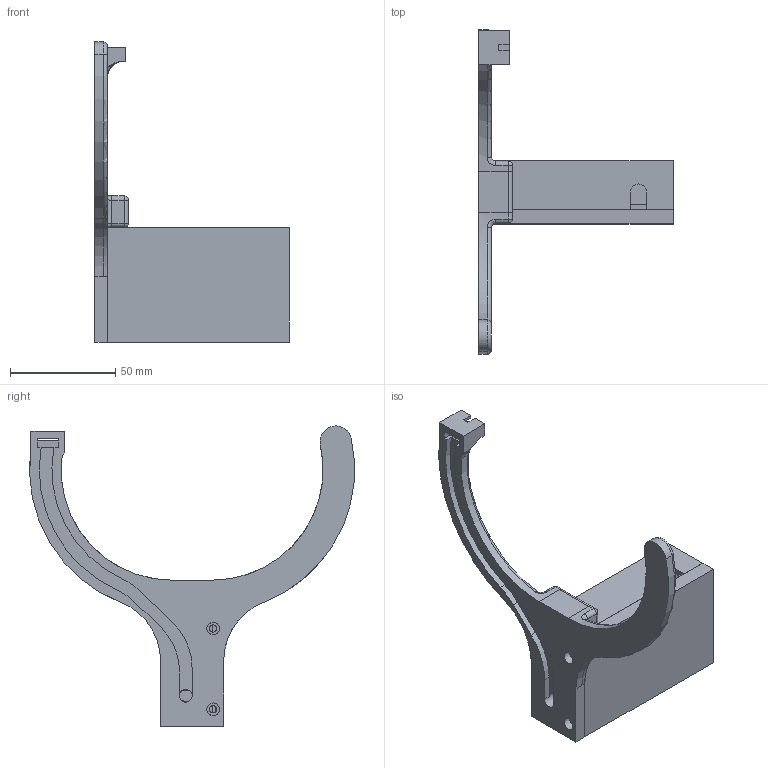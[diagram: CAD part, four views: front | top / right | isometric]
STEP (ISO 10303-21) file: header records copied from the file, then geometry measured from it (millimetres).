
FILE_DESCRIPTION();
FILE_NAME();
FILE_SCHEMA ();
Length unit declared in the file: millimetre
Products named in the file (4): Part; Base; Top; Stand
Assembly tree (3 placements, depth 2):
  Part
    Base
    Top
    Stand
Bounding box: 92.4 x 154.43 x 142.7 mm (x, y, z)
Volume: 86432 mm3; surface area: 51844.4 mm2
Topology: 3 solids, 3 shells, 259 faces, 671 edges, 428 vertices
Faces by surface type: plane 169, cylinder 67, bspline 10, torus 9, sphere 4
Full cylindrical faces by diameter (mm): 1.5 x4, 3.5 x4, 4 x5, 6 x5, 7.5 x1
Entity records: 8410 total; most frequent: CARTESIAN_POINT 1820, ORIENTED_EDGE 1342, DIRECTION 1335, EDGE_CURVE 671, LINE 465, VECTOR 465, AXIS2_PLACEMENT_3D 435, VERTEX_POINT 428
